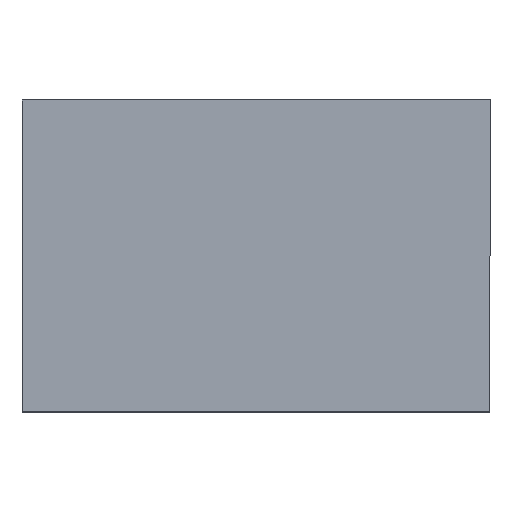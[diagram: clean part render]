
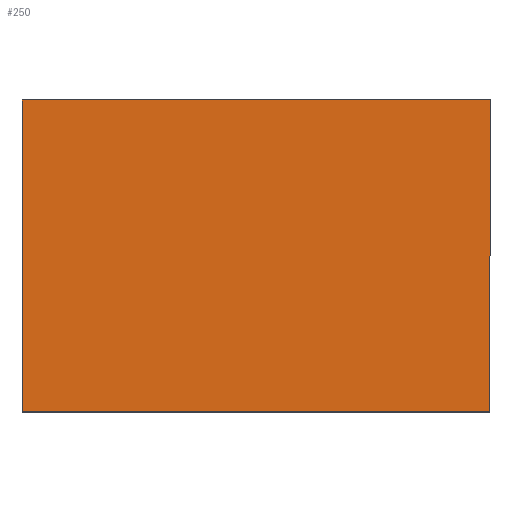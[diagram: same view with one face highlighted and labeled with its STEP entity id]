
A CAD part, top view. The second image highlights one B-rep face of the part: STEP entity #250.
In plain terms, the highlighted planar face has unit normal (0, 0, 1).
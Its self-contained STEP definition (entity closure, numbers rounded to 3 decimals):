
#2 = CARTESIAN_POINT ( 'NONE',  ( -29.999, -19.999, 1.5 ) ) ;
#5 = LINE ( 'NONE', #304, #151 ) ;
#9 = CARTESIAN_POINT ( 'NONE',  ( -29.999, -20., 1.5 ) ) ;
#15 = VECTOR ( 'NONE', #366, 1000. ) ;
#18 = AXIS2_PLACEMENT_3D ( 'NONE', #141, #85, #346 ) ;
#21 = CARTESIAN_POINT ( 'NONE',  ( 30., -19.999, 1.5 ) ) ;
#26 = DIRECTION ( 'NONE',  ( 0., 0., 1. ) ) ;
#33 = VERTEX_POINT ( 'NONE', #363 ) ;
#34 = DIRECTION ( 'NONE',  ( 0., 0., 1. ) ) ;
#38 = DIRECTION ( 'NONE',  ( 0., 0., -1. ) ) ;
#46 = DIRECTION ( 'NONE',  ( 0., 0., 1. ) ) ;
#50 = CIRCLE ( 'NONE', #361, 0.001 ) ;
#55 = AXIS2_PLACEMENT_3D ( 'NONE', #195, #34, #190 ) ;
#57 = EDGE_CURVE ( 'NONE', #288, #78, #308, .T. ) ;
#66 = FACE_OUTER_BOUND ( 'NONE', #79, .T. ) ;
#70 = VERTEX_POINT ( 'NONE', #187 ) ;
#78 = VERTEX_POINT ( 'NONE', #246 ) ;
#79 = EDGE_LOOP ( 'NONE', ( #364, #269, #159, #249, #315, #196, #221, #106 ) ) ;
#85 = DIRECTION ( 'NONE',  ( 0., 0., 1. ) ) ;
#89 = LINE ( 'NONE', #335, #15 ) ;
#94 = VERTEX_POINT ( 'NONE', #9 ) ;
#106 = ORIENTED_EDGE ( 'NONE', *, *, #367, .T. ) ;
#112 = PLANE ( 'NONE',  #117 ) ;
#117 = AXIS2_PLACEMENT_3D ( 'NONE', #2, #38, #231 ) ;
#124 = LINE ( 'NONE', #137, #327 ) ;
#125 = CIRCLE ( 'NONE', #55, 0.001 ) ;
#131 = CARTESIAN_POINT ( 'NONE',  ( -30., -19.999, 1.5 ) ) ;
#136 = EDGE_CURVE ( 'NONE', #94, #149, #89, .T. ) ;
#137 = CARTESIAN_POINT ( 'NONE',  ( -30., -19.999, 1.5 ) ) ;
#141 = CARTESIAN_POINT ( 'NONE',  ( -29.999, 19.999, 1.5 ) ) ;
#144 = VECTOR ( 'NONE', #264, 1000. ) ;
#149 = VERTEX_POINT ( 'NONE', #353 ) ;
#151 = VECTOR ( 'NONE', #307, 1000. ) ;
#159 = ORIENTED_EDGE ( 'NONE', *, *, #275, .T. ) ;
#166 = DIRECTION ( 'NONE',  ( 0., -1., 0. ) ) ;
#173 = AXIS2_PLACEMENT_3D ( 'NONE', #316, #26, #278 ) ;
#175 = CARTESIAN_POINT ( 'NONE',  ( 29.999, 19.999, 1.5 ) ) ;
#187 = CARTESIAN_POINT ( 'NONE',  ( -30., 19.999, 1.5 ) ) ;
#190 = DIRECTION ( 'NONE',  ( 1., 0., 0. ) ) ;
#195 = CARTESIAN_POINT ( 'NONE',  ( 29.999, -19.999, 1.5 ) ) ;
#196 = ORIENTED_EDGE ( 'NONE', *, *, #244, .T. ) ;
#221 = ORIENTED_EDGE ( 'NONE', *, *, #258, .T. ) ;
#222 = DIRECTION ( 'NONE',  ( 1., 0., 0. ) ) ;
#223 = VERTEX_POINT ( 'NONE', #252 ) ;
#224 = EDGE_CURVE ( 'NONE', #78, #33, #50, .T. ) ;
#231 = DIRECTION ( 'NONE',  ( -1., 0., 0. ) ) ;
#244 = EDGE_CURVE ( 'NONE', #33, #223, #5, .T. ) ;
#246 = CARTESIAN_POINT ( 'NONE',  ( 30., 19.999, 1.5 ) ) ;
#249 = ORIENTED_EDGE ( 'NONE', *, *, #57, .T. ) ;
#250 = ADVANCED_FACE ( 'NONE', ( #66 ), #112, .F. ) ;
#252 = CARTESIAN_POINT ( 'NONE',  ( -29.999, 20., 1.5 ) ) ;
#258 = EDGE_CURVE ( 'NONE', #223, #70, #289, .T. ) ;
#264 = DIRECTION ( 'NONE',  ( 0., 1., 0. ) ) ;
#269 = ORIENTED_EDGE ( 'NONE', *, *, #136, .T. ) ;
#275 = EDGE_CURVE ( 'NONE', #149, #288, #125, .T. ) ;
#277 = CIRCLE ( 'NONE', #173, 0.001 ) ;
#278 = DIRECTION ( 'NONE',  ( -1., 0., 0. ) ) ;
#287 = EDGE_CURVE ( 'NONE', #356, #94, #277, .T. ) ;
#288 = VERTEX_POINT ( 'NONE', #21 ) ;
#289 = CIRCLE ( 'NONE', #18, 0.001 ) ;
#304 = CARTESIAN_POINT ( 'NONE',  ( 29.999, 20., 1.5 ) ) ;
#307 = DIRECTION ( 'NONE',  ( -1., 0., 0. ) ) ;
#308 = LINE ( 'NONE', #355, #144 ) ;
#315 = ORIENTED_EDGE ( 'NONE', *, *, #224, .T. ) ;
#316 = CARTESIAN_POINT ( 'NONE',  ( -29.999, -19.999, 1.5 ) ) ;
#327 = VECTOR ( 'NONE', #166, 1000. ) ;
#335 = CARTESIAN_POINT ( 'NONE',  ( 29.999, -20., 1.5 ) ) ;
#346 = DIRECTION ( 'NONE',  ( 1., 0., 0. ) ) ;
#353 = CARTESIAN_POINT ( 'NONE',  ( 29.999, -20., 1.5 ) ) ;
#355 = CARTESIAN_POINT ( 'NONE',  ( 30., -19.999, 1.5 ) ) ;
#356 = VERTEX_POINT ( 'NONE', #131 ) ;
#361 = AXIS2_PLACEMENT_3D ( 'NONE', #175, #46, #222 ) ;
#363 = CARTESIAN_POINT ( 'NONE',  ( 29.999, 20., 1.5 ) ) ;
#364 = ORIENTED_EDGE ( 'NONE', *, *, #287, .T. ) ;
#366 = DIRECTION ( 'NONE',  ( 1., 0., 0. ) ) ;
#367 = EDGE_CURVE ( 'NONE', #70, #356, #124, .T. ) ;
